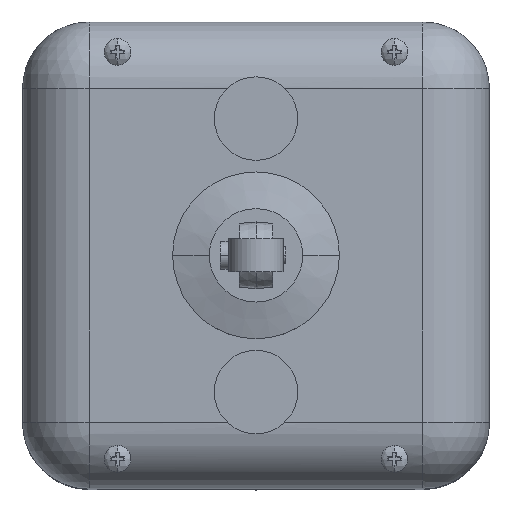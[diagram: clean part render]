
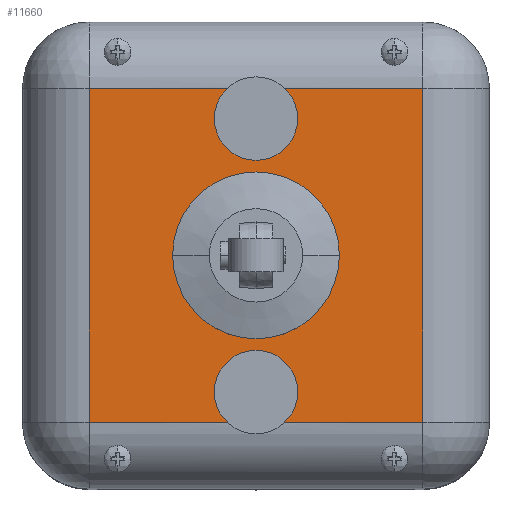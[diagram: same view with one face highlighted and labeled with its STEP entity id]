
A CAD part, top view. The second image highlights one B-rep face of the part: STEP entity #11660.
In plain terms, the highlighted face is planar.
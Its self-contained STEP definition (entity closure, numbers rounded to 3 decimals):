
#115 = AXIS2_PLACEMENT_3D ( 'NONE', #17296, #2776, #15021 ) ;
#812 = EDGE_CURVE ( 'NONE', #7896, #11193, #16934, .T. ) ;
#1220 = VECTOR ( 'NONE', #31531, 1000. ) ;
#1664 = CARTESIAN_POINT ( 'NONE',  ( 0., -41., -20. ) ) ;
#1901 = ORIENTED_EDGE ( 'NONE', *, *, #31453, .F. ) ;
#2574 = ORIENTED_EDGE ( 'NONE', *, *, #3825, .T. ) ;
#2776 = DIRECTION ( 'NONE',  ( 0., 0., 1. ) ) ;
#2904 = VERTEX_POINT ( 'NONE', #20156 ) ;
#2979 = LINE ( 'NONE', #18040, #23740 ) ;
#3067 = DIRECTION ( 'NONE',  ( 0., -1., 0. ) ) ;
#3756 = CARTESIAN_POINT ( 'NONE',  ( -4.359, 50., -20. ) ) ;
#3825 = EDGE_CURVE ( 'NONE', #15332, #9280, #16157, .T. ) ;
#3903 = AXIS2_PLACEMENT_3D ( 'NONE', #12271, #12471, #22598 ) ;
#4088 = PLANE ( 'NONE',  #8578 ) ;
#4420 = CARTESIAN_POINT ( 'NONE',  ( 50., 50., -20. ) ) ;
#4492 = EDGE_CURVE ( 'NONE', #9280, #5911, #21510, .T. ) ;
#4973 = CIRCLE ( 'NONE', #3903, 18.75 ) ;
#5896 = CIRCLE ( 'NONE', #24962, 18.75 ) ;
#5911 = VERTEX_POINT ( 'NONE', #22997 ) ;
#6803 = AXIS2_PLACEMENT_3D ( 'NONE', #23916, #16489, #18974 ) ;
#7276 = AXIS2_PLACEMENT_3D ( 'NONE', #28642, #13930, #18894 ) ;
#7873 = AXIS2_PLACEMENT_3D ( 'NONE', #26175, #19105, #11447 ) ;
#7896 = VERTEX_POINT ( 'NONE', #26580 ) ;
#7899 = CARTESIAN_POINT ( 'NONE',  ( 10., 41., -20. ) ) ;
#8154 = VERTEX_POINT ( 'NONE', #24956 ) ;
#8215 = CIRCLE ( 'NONE', #7276, 10. ) ;
#8312 = EDGE_CURVE ( 'NONE', #27905, #15332, #8215, .T. ) ;
#8335 = CARTESIAN_POINT ( 'NONE',  ( 18.75, 0., -20. ) ) ;
#8578 = AXIS2_PLACEMENT_3D ( 'NONE', #16142, #18623, #23554 ) ;
#8939 = CARTESIAN_POINT ( 'NONE',  ( -4.359, -50., -20. ) ) ;
#9168 = EDGE_CURVE ( 'NONE', #9901, #8154, #26164, .T. ) ;
#9280 = VERTEX_POINT ( 'NONE', #31778 ) ;
#9335 = CARTESIAN_POINT ( 'NONE',  ( 4.359, 50., -20. ) ) ;
#9901 = VERTEX_POINT ( 'NONE', #9335 ) ;
#9942 = ORIENTED_EDGE ( 'NONE', *, *, #22030, .T. ) ;
#10484 = ORIENTED_EDGE ( 'NONE', *, *, #17093, .T. ) ;
#10507 = CARTESIAN_POINT ( 'NONE',  ( 50., -50., -20. ) ) ;
#10735 = VERTEX_POINT ( 'NONE', #14453 ) ;
#10737 = CIRCLE ( 'NONE', #6803, 10. ) ;
#11193 = VERTEX_POINT ( 'NONE', #14121 ) ;
#11447 = DIRECTION ( 'NONE',  ( 1., 0., 0. ) ) ;
#11660 = ADVANCED_FACE ( 'NONE', ( #27514, #24839 ), #4088, .F. ) ;
#12225 = ORIENTED_EDGE ( 'NONE', *, *, #17536, .T. ) ;
#12271 = CARTESIAN_POINT ( 'NONE',  ( 0., 0., -20. ) ) ;
#12471 = DIRECTION ( 'NONE',  ( 0., 0., -1. ) ) ;
#12590 = ORIENTED_EDGE ( 'NONE', *, *, #4492, .T. ) ;
#13170 = CARTESIAN_POINT ( 'NONE',  ( -10., -41., -20. ) ) ;
#13572 = ORIENTED_EDGE ( 'NONE', *, *, #20616, .T. ) ;
#13594 = ORIENTED_EDGE ( 'NONE', *, *, #812, .T. ) ;
#13930 = DIRECTION ( 'NONE',  ( 0., 0., 1. ) ) ;
#14121 = CARTESIAN_POINT ( 'NONE',  ( 10., -41., -20. ) ) ;
#14453 = CARTESIAN_POINT ( 'NONE',  ( -10., 41., -20. ) ) ;
#14799 = DIRECTION ( 'NONE',  ( 0., 0., -1. ) ) ;
#14896 = CARTESIAN_POINT ( 'NONE',  ( 50., 50., -20. ) ) ;
#15021 = DIRECTION ( 'NONE',  ( 1., 0., 0. ) ) ;
#15332 = VERTEX_POINT ( 'NONE', #8939 ) ;
#15466 = CARTESIAN_POINT ( 'NONE',  ( 0., 41., -20. ) ) ;
#15787 = DIRECTION ( 'NONE',  ( 0., 0., 1. ) ) ;
#16028 = DIRECTION ( 'NONE',  ( 0., 1., 0. ) ) ;
#16142 = CARTESIAN_POINT ( 'NONE',  ( -50., 50., -20. ) ) ;
#16157 = LINE ( 'NONE', #30263, #28445 ) ;
#16489 = DIRECTION ( 'NONE',  ( 0., 0., 1. ) ) ;
#16628 = VERTEX_POINT ( 'NONE', #10507 ) ;
#16775 = DIRECTION ( 'NONE',  ( 1., 0., 0. ) ) ;
#16901 = ORIENTED_EDGE ( 'NONE', *, *, #31735, .T. ) ;
#16934 = CIRCLE ( 'NONE', #115, 10. ) ;
#17093 = EDGE_CURVE ( 'NONE', #11193, #27905, #19024, .T. ) ;
#17296 = CARTESIAN_POINT ( 'NONE',  ( 0., -41., -20. ) ) ;
#17536 = EDGE_CURVE ( 'NONE', #10735, #22819, #25508, .T. ) ;
#18040 = CARTESIAN_POINT ( 'NONE',  ( -50., -50., -20. ) ) ;
#18102 = VECTOR ( 'NONE', #16775, 1000. ) ;
#18623 = DIRECTION ( 'NONE',  ( 0., 0., 1. ) ) ;
#18833 = DIRECTION ( 'NONE',  ( 1., 0., 0. ) ) ;
#18894 = DIRECTION ( 'NONE',  ( 1., 0., 0. ) ) ;
#18974 = DIRECTION ( 'NONE',  ( 1., 0., 0. ) ) ;
#19024 = CIRCLE ( 'NONE', #24573, 10. ) ;
#19105 = DIRECTION ( 'NONE',  ( 0., 0., 1. ) ) ;
#20004 = ORIENTED_EDGE ( 'NONE', *, *, #9168, .T. ) ;
#20156 = CARTESIAN_POINT ( 'NONE',  ( -18.75, 0., -20. ) ) ;
#20297 = EDGE_LOOP ( 'NONE', ( #13572, #13594, #10484, #30313, #2574, #12590, #20348, #27760, #12225, #16901, #20004, #9942 ) ) ;
#20348 = ORIENTED_EDGE ( 'NONE', *, *, #23523, .T. ) ;
#20409 = DIRECTION ( 'NONE',  ( -1., 0., 0. ) ) ;
#20616 = EDGE_CURVE ( 'NONE', #16628, #7896, #2979, .T. ) ;
#20776 = CARTESIAN_POINT ( 'NONE',  ( -50., 50., -20. ) ) ;
#20888 = CIRCLE ( 'NONE', #7873, 10. ) ;
#21510 = LINE ( 'NONE', #20776, #27234 ) ;
#21816 = ORIENTED_EDGE ( 'NONE', *, *, #24144, .F. ) ;
#22030 = EDGE_CURVE ( 'NONE', #8154, #16628, #29862, .T. ) ;
#22151 = VERTEX_POINT ( 'NONE', #8335 ) ;
#22598 = DIRECTION ( 'NONE',  ( -1., 0., 0. ) ) ;
#22819 = VERTEX_POINT ( 'NONE', #7899 ) ;
#22931 = AXIS2_PLACEMENT_3D ( 'NONE', #15466, #15787, #23102 ) ;
#22997 = CARTESIAN_POINT ( 'NONE',  ( -50., 50., -20. ) ) ;
#23067 = DIRECTION ( 'NONE',  ( -1., 0., 0. ) ) ;
#23102 = DIRECTION ( 'NONE',  ( 1., 0., 0. ) ) ;
#23349 = VECTOR ( 'NONE', #3067, 1000. ) ;
#23523 = EDGE_CURVE ( 'NONE', #5911, #31110, #25430, .T. ) ;
#23554 = DIRECTION ( 'NONE',  ( 1., 0., 0. ) ) ;
#23740 = VECTOR ( 'NONE', #20409, 1000. ) ;
#23916 = CARTESIAN_POINT ( 'NONE',  ( 0., 41., -20. ) ) ;
#23948 = EDGE_CURVE ( 'NONE', #31110, #10735, #10737, .T. ) ;
#24144 = EDGE_CURVE ( 'NONE', #22151, #2904, #4973, .T. ) ;
#24573 = AXIS2_PLACEMENT_3D ( 'NONE', #1664, #26332, #18833 ) ;
#24692 = DIRECTION ( 'NONE',  ( -1., 0., 0. ) ) ;
#24839 = FACE_OUTER_BOUND ( 'NONE', #20297, .T. ) ;
#24956 = CARTESIAN_POINT ( 'NONE',  ( 50., 50., -20. ) ) ;
#24962 = AXIS2_PLACEMENT_3D ( 'NONE', #27251, #14799, #24692 ) ;
#25430 = LINE ( 'NONE', #14896, #1220 ) ;
#25508 = CIRCLE ( 'NONE', #22931, 10. ) ;
#26164 = LINE ( 'NONE', #4420, #18102 ) ;
#26175 = CARTESIAN_POINT ( 'NONE',  ( 0., 41., -20. ) ) ;
#26332 = DIRECTION ( 'NONE',  ( 0., 0., 1. ) ) ;
#26580 = CARTESIAN_POINT ( 'NONE',  ( 4.359, -50., -20. ) ) ;
#27234 = VECTOR ( 'NONE', #16028, 1000. ) ;
#27251 = CARTESIAN_POINT ( 'NONE',  ( 0., 0., -20. ) ) ;
#27514 = FACE_BOUND ( 'NONE', #31479, .T. ) ;
#27760 = ORIENTED_EDGE ( 'NONE', *, *, #23948, .T. ) ;
#27905 = VERTEX_POINT ( 'NONE', #13170 ) ;
#28445 = VECTOR ( 'NONE', #23067, 1000. ) ;
#28642 = CARTESIAN_POINT ( 'NONE',  ( 0., -41., -20. ) ) ;
#29862 = LINE ( 'NONE', #30029, #23349 ) ;
#30029 = CARTESIAN_POINT ( 'NONE',  ( 50., -50., -20. ) ) ;
#30263 = CARTESIAN_POINT ( 'NONE',  ( -50., -50., -20. ) ) ;
#30313 = ORIENTED_EDGE ( 'NONE', *, *, #8312, .T. ) ;
#31110 = VERTEX_POINT ( 'NONE', #3756 ) ;
#31453 = EDGE_CURVE ( 'NONE', #2904, #22151, #5896, .T. ) ;
#31479 = EDGE_LOOP ( 'NONE', ( #1901, #21816 ) ) ;
#31531 = DIRECTION ( 'NONE',  ( 1., 0., 0. ) ) ;
#31735 = EDGE_CURVE ( 'NONE', #22819, #9901, #20888, .T. ) ;
#31778 = CARTESIAN_POINT ( 'NONE',  ( -50., -50., -20. ) ) ;
